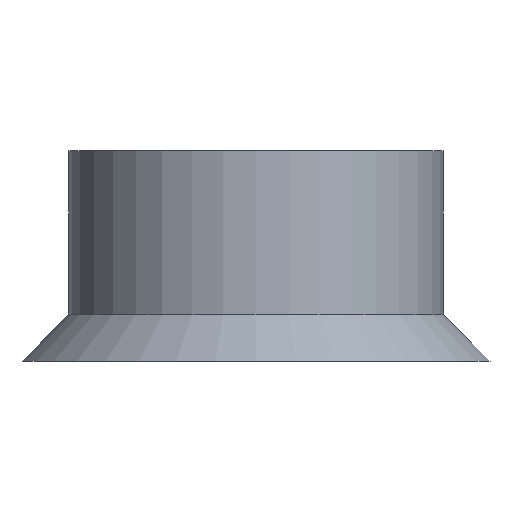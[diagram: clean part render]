
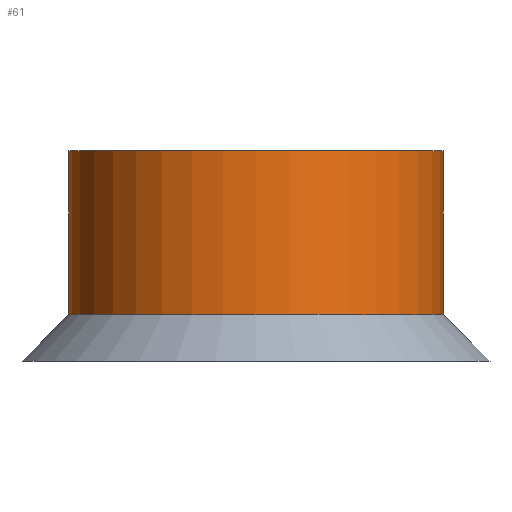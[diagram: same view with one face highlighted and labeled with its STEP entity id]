
A CAD part, left-side view. The second image highlights one B-rep face of the part: STEP entity #61.
In plain terms, the highlighted cylindrical face has radius 16 mm (diameter 32 mm), a full revolution.
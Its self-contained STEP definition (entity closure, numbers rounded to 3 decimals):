
#61=ADVANCED_FACE('',(#172,#174),#176,.T.);
#172=FACE_OUTER_BOUND('',#173,.T.);
#173=EDGE_LOOP('',(#254));
#174=FACE_OUTER_BOUND('',#175,.T.);
#175=EDGE_LOOP('',(#255));
#176=CYLINDRICAL_SURFACE('',#177,16.);
#177=AXIS2_PLACEMENT_3D('',#178,#179,#180);
#178=CARTESIAN_POINT('',(0.,0.,18.));
#179=DIRECTION('',(0.,0.,-1.));
#180=DIRECTION('',(-1.,0.,0.));
#254=ORIENTED_EDGE('',*,*,#289,.T.);
#255=ORIENTED_EDGE('',*,*,#291,.F.);
#289=EDGE_CURVE('',#346,#346,#347,.T.);
#291=EDGE_CURVE('',#350,#350,#351,.T.);
#346=VERTEX_POINT('',#483);
#347=CIRCLE('',#484,16.);
#350=VERTEX_POINT('',#493);
#351=CIRCLE('',#494,16.);
#483=CARTESIAN_POINT('',(-16.,0.,18.));
#484=AXIS2_PLACEMENT_3D('',#485,#486,#487);
#485=CARTESIAN_POINT('',(0.,0.,18.));
#486=DIRECTION('',(0.,0.,-1.));
#487=DIRECTION('',(-1.,0.,0.));
#493=CARTESIAN_POINT('',(-16.,0.,4.));
#494=AXIS2_PLACEMENT_3D('',#495,#496,#497);
#495=CARTESIAN_POINT('',(0.,0.,4.));
#496=DIRECTION('',(0.,0.,-1.));
#497=DIRECTION('',(-1.,0.,0.));
